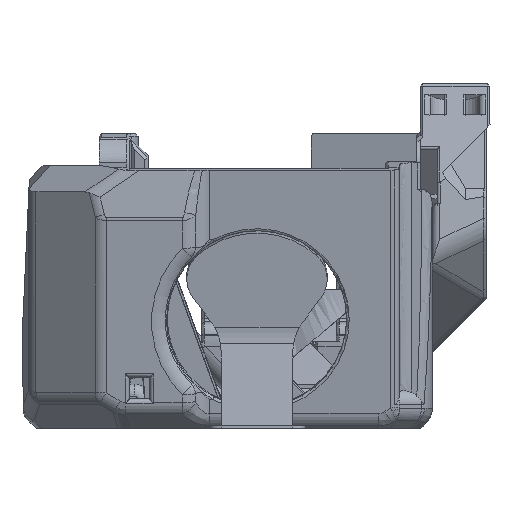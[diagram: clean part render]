
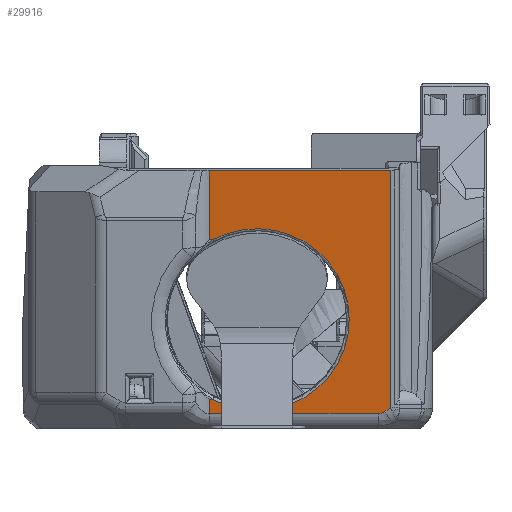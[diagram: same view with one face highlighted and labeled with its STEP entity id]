
A CAD part, left-side view. The second image highlights one B-rep face of the part: STEP entity #29916.
In plain terms, the highlighted planar face has unit normal (-0.985, 0, -0.174).
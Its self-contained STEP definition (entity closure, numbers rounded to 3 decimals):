
#883=B_SPLINE_CURVE_WITH_KNOTS('',3,(#49287,#49288,#49289,#49290),
 .UNSPECIFIED.,.F.,.F.,(4,4),(0.001,0.001),
 .UNSPECIFIED.);
#905=B_SPLINE_CURVE_WITH_KNOTS('',3,(#49833,#49834,#49835,#49836),
 .UNSPECIFIED.,.F.,.F.,(4,4),(0.001,0.001),
 .UNSPECIFIED.);
#1422=CIRCLE('',#31314,14.4);
#2620=ELLIPSE('',#32099,3.203,2.);
#6120=ORIENTED_EDGE('',*,*,#13827,.T.);
#6121=ORIENTED_EDGE('',*,*,#12445,.T.);
#6122=ORIENTED_EDGE('',*,*,#14022,.T.);
#6123=ORIENTED_EDGE('',*,*,#14023,.T.);
#6124=ORIENTED_EDGE('',*,*,#14024,.T.);
#6125=ORIENTED_EDGE('',*,*,#14025,.F.);
#6126=ORIENTED_EDGE('',*,*,#14026,.F.);
#6127=ORIENTED_EDGE('',*,*,#14027,.F.);
#6128=ORIENTED_EDGE('',*,*,#13810,.F.);
#6129=ORIENTED_EDGE('',*,*,#13825,.T.);
#12445=EDGE_CURVE('',#16910,#16911,#1422,.T.);
#13810=EDGE_CURVE('',#17843,#17844,#20460,.T.);
#13825=EDGE_CURVE('',#17843,#17853,#20468,.F.);
#13827=EDGE_CURVE('',#17853,#16910,#883,.F.);
#14022=EDGE_CURVE('',#16911,#17979,#905,.T.);
#14023=EDGE_CURVE('',#17979,#17980,#20584,.F.);
#14024=EDGE_CURVE('',#17980,#17981,#20585,.T.);
#14025=EDGE_CURVE('',#17982,#17981,#2620,.F.);
#14026=EDGE_CURVE('',#17983,#17982,#20586,.T.);
#14027=EDGE_CURVE('',#17844,#17983,#20587,.F.);
#16910=VERTEX_POINT('',#42474);
#16911=VERTEX_POINT('',#42475);
#17843=VERTEX_POINT('',#49221);
#17844=VERTEX_POINT('',#49223);
#17853=VERTEX_POINT('',#49259);
#17979=VERTEX_POINT('',#49837);
#17980=VERTEX_POINT('',#49839);
#17981=VERTEX_POINT('',#49841);
#17982=VERTEX_POINT('',#49843);
#17983=VERTEX_POINT('',#49845);
#20460=LINE('',#49222,#23013);
#20468=LINE('',#49260,#23021);
#20584=LINE('',#49838,#23137);
#20585=LINE('',#49840,#23138);
#20586=LINE('',#49844,#23139);
#20587=LINE('',#49846,#23140);
#23013=VECTOR('',#36399,1000.);
#23021=VECTOR('',#36425,1000.);
#23137=VECTOR('',#36761,1000.);
#23138=VECTOR('',#36762,1000.);
#23139=VECTOR('',#36765,1000.);
#23140=VECTOR('',#36766,1000.);
#25297=EDGE_LOOP('',(#6120,#6121,#6122,#6123,#6124,#6125,#6126,#6127,#6128,
#6129));
#27175=FACE_BOUND('',#25297,.T.);
#28679=PLANE('',#32098);
#29916=ADVANCED_FACE('',(#27175),#28679,.F.);
#31314=AXIS2_PLACEMENT_3D('',#42473,#34397,#34398);
#32098=AXIS2_PLACEMENT_3D('',#49832,#36759,#36760);
#32099=AXIS2_PLACEMENT_3D('',#49842,#36763,#36764);
#34397=DIRECTION('',(0.985,0.,0.174));
#34398=DIRECTION('',(0.174,0.,-0.985));
#36399=DIRECTION('',(0.,-1.,0.));
#36425=DIRECTION('',(-0.174,0.,0.985));
#36759=DIRECTION('',(0.985,0.,0.174));
#36760=DIRECTION('',(-0.174,0.,0.985));
#36761=DIRECTION('',(-0.174,0.,0.985));
#36762=DIRECTION('',(0.,-1.,0.));
#36763=DIRECTION('',(-0.985,0.,-0.174));
#36764=DIRECTION('',(-0.165,-0.304,0.938));
#36765=DIRECTION('',(0.097,0.829,-0.551));
#36766=DIRECTION('',(-0.174,0.,0.985));
#42473=CARTESIAN_POINT('',(-30.458,4.853,16.973));
#42474=CARTESIAN_POINT('',(-32.651,11.767,29.413));
#42475=CARTESIAN_POINT('',(-28.264,11.767,4.533));
#49221=CARTESIAN_POINT('',(-34.572,12.27,40.304));
#49222=CARTESIAN_POINT('',(-34.572,24.853,40.304));
#49223=CARTESIAN_POINT('',(-34.572,-16.002,40.304));
#49259=CARTESIAN_POINT('',(-32.66,12.27,29.463));
#49260=CARTESIAN_POINT('',(-31.185,12.27,21.099));
#49287=CARTESIAN_POINT('',(-32.651,11.767,29.413));
#49288=CARTESIAN_POINT('',(-32.654,11.935,29.425));
#49289=CARTESIAN_POINT('',(-32.657,12.103,29.442));
#49290=CARTESIAN_POINT('',(-32.66,12.27,29.463));
#49832=CARTESIAN_POINT('',(-31.185,24.853,21.099));
#49833=CARTESIAN_POINT('',(-28.264,11.767,4.533));
#49834=CARTESIAN_POINT('',(-28.262,11.935,4.52));
#49835=CARTESIAN_POINT('',(-28.259,12.103,4.503));
#49836=CARTESIAN_POINT('',(-28.255,12.27,4.482));
#49837=CARTESIAN_POINT('',(-28.255,12.27,4.482));
#49838=CARTESIAN_POINT('',(-31.185,12.27,21.099));
#49839=CARTESIAN_POINT('',(-27.864,12.27,2.262));
#49840=CARTESIAN_POINT('',(-27.864,-14.655,2.262));
#49841=CARTESIAN_POINT('',(-27.864,-14.07,2.262));
#49842=CARTESIAN_POINT('',(-28.404,-14.652,5.326));
#49843=CARTESIAN_POINT('',(-27.923,-15.07,2.597));
#49844=CARTESIAN_POINT('',(-27.821,-14.199,2.018));
#49845=CARTESIAN_POINT('',(-28.032,-16.002,3.216));
#49846=CARTESIAN_POINT('',(-7.663,-16.002,-112.301));
